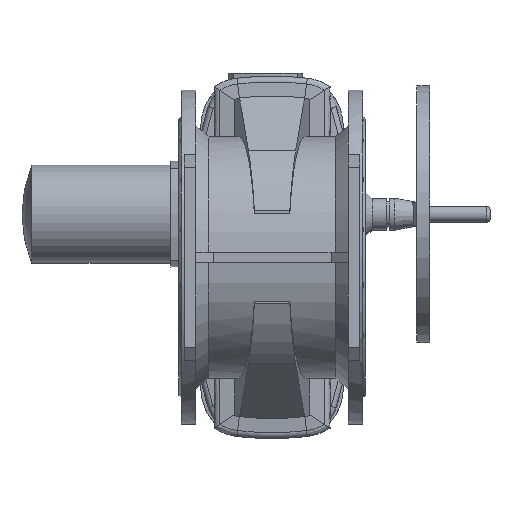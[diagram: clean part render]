
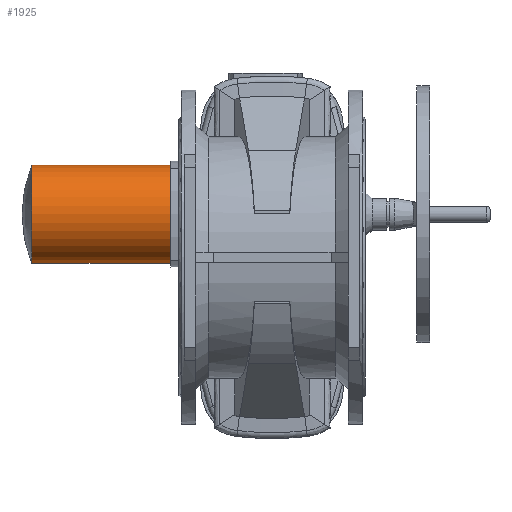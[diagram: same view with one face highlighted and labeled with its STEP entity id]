
A CAD part, front view. The second image highlights one B-rep face of the part: STEP entity #1925.
In plain terms, the highlighted cylindrical face has radius 76.5 mm (diameter 153 mm), a full revolution.
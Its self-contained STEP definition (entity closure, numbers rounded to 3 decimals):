
#1678 = CARTESIAN_POINT ( 'NONE',  ( -158., 942.5, 143.5 ) ) ;
#1729 = CARTESIAN_POINT ( 'NONE',  ( -374., 942.5, -9.5 ) ) ;
#1925 = ADVANCED_FACE ( 'NONE', ( #12576, #12586 ), #12594, .T. ) ;
#5524 = AXIS2_PLACEMENT_3D ( 'NONE', #20931, #20932, #20929 ) ;
#5875 = EDGE_CURVE ( 'NONE', #27049, #27049, #15579, .T. ) ;
#9473 = EDGE_CURVE ( 'NONE', #27100, #27100, #16366, .T. ) ;
#11395 = ORIENTED_EDGE ( 'NONE', *, *, #5875, .T. ) ;
#11396 = ORIENTED_EDGE ( 'NONE', *, *, #9473, .F. ) ;
#12272 = EDGE_LOOP ( 'NONE', ( #11396 ) ) ;
#12274 = EDGE_LOOP ( 'NONE', ( #11395 ) ) ;
#12576 = FACE_OUTER_BOUND ( 'NONE', #12274, .T. ) ;
#12586 = FACE_OUTER_BOUND ( 'NONE', #12272, .T. ) ;
#12594 = CYLINDRICAL_SURFACE ( 'NONE', #5524, 76.5 ) ;
#14368 = AXIS2_PLACEMENT_3D ( 'NONE', #16774, #16775, #16776 ) ;
#15579 = CIRCLE ( 'NONE', #14368, 76.5 ) ;
#16366 = CIRCLE ( 'NONE', #19300, 76.5 ) ;
#16774 = CARTESIAN_POINT ( 'NONE',  ( -158., 942.5, 67. ) ) ;
#16775 = DIRECTION ( 'NONE',  ( -1., 0., 0. ) ) ;
#16776 = DIRECTION ( 'NONE',  ( 0., 0., 1. ) ) ;
#19300 = AXIS2_PLACEMENT_3D ( 'NONE', #21760, #21761, #21762 ) ;
#20929 = DIRECTION ( 'NONE',  ( 0., 0., 1. ) ) ;
#20931 = CARTESIAN_POINT ( 'NONE',  ( -389., 942.5, 67. ) ) ;
#20932 = DIRECTION ( 'NONE',  ( 1., 0., 0. ) ) ;
#21760 = CARTESIAN_POINT ( 'NONE',  ( -374., 942.5, 67. ) ) ;
#21761 = DIRECTION ( 'NONE',  ( -1., 0., 0. ) ) ;
#21762 = DIRECTION ( 'NONE',  ( 0., 0., -1. ) ) ;
#27049 = VERTEX_POINT ( 'NONE', #1678 ) ;
#27100 = VERTEX_POINT ( 'NONE', #1729 ) ;
